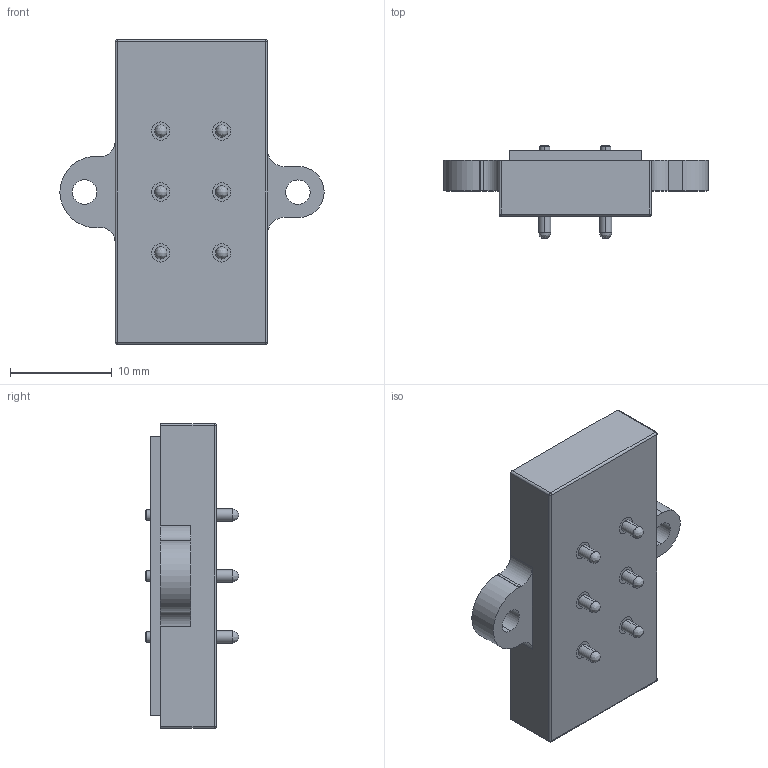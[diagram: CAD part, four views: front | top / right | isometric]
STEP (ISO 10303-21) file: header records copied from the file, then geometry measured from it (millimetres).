
FILE_DESCRIPTION (( 'STEP AP214' ), '1' );
FILE_NAME ('685D06B1221113E.STEP', '2023-04-25T18:12:25', ( '' ), ( '' ), 'SwSTEP 2.0', 'SolidWorks 2020', '' );
FILE_SCHEMA (( 'AUTOMOTIVE_DESIGN' ));
Length unit declared in the file: millimetre
Products named in the file (1): 685D06B1221113E
Bounding box: 26 x 9.2 x 30 mm (x, y, z)
Volume: 2969.1 mm3; surface area: 2742.1 mm2
Topology: 8 solids, 12 shells, 355 faces, 874 edges, 568 vertices
Faces by surface type: plane 207, cylinder 126, cone 12, bspline 10
Entity records: 13582 total; most frequent: CARTESIAN_POINT 1932, DIRECTION 1826, ORIENTED_EDGE 1716, EDGE_CURVE 858, AXIS2_PLACEMENT_3D 622, LINE 582, VECTOR 582, VERTEX_POINT 568
